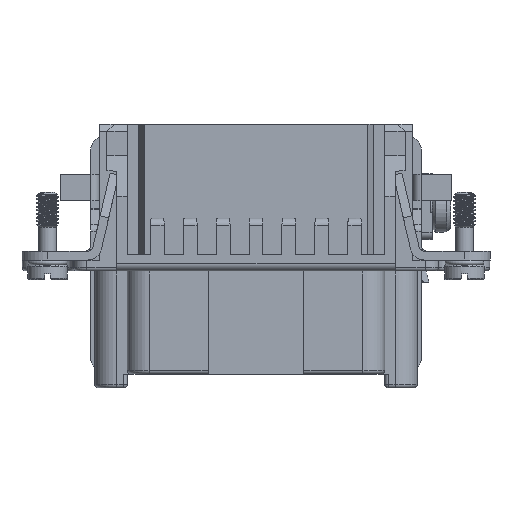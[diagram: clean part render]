
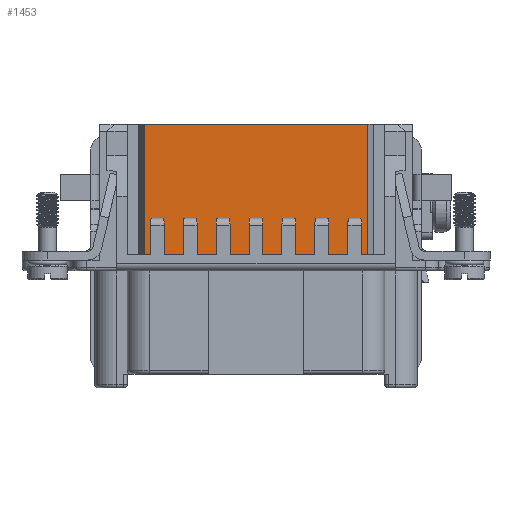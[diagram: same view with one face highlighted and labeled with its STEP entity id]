
A CAD part, front view. The second image highlights one B-rep face of the part: STEP entity #1453.
In plain terms, the highlighted planar face has unit normal (0, -1, 0).
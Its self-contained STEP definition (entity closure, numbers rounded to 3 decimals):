
#1453=ADVANCED_FACE('',(#3239),#2568,.T.);
#2568=PLANE('',#19766);
#3239=FACE_OUTER_BOUND('',#4125,.T.);
#4125=EDGE_LOOP('',(#9390,#9391,#9392,#9393,#9394,#9395,#9396,#9397,#9398,
#9399,#9400,#9401,#9402,#9403,#9404,#9405,#9406,#9407,#9408,#9409,#9410,
#9411,#9412,#9413,#9414,#9415,#9416,#9417,#9418,#9419,#9420,#9421));
#5661=LINE('',#27449,#7394);
#5665=LINE('',#27458,#7398);
#5677=LINE('',#27485,#7410);
#5733=LINE('',#27626,#7466);
#5784=LINE('',#27889,#7517);
#5785=LINE('',#27892,#7518);
#5786=LINE('',#27894,#7519);
#5787=LINE('',#27896,#7520);
#5788=LINE('',#27898,#7521);
#5789=LINE('',#27900,#7522);
#5790=LINE('',#27901,#7523);
#5791=LINE('',#27903,#7524);
#5792=LINE('',#27905,#7525);
#5793=LINE('',#27907,#7526);
#5794=LINE('',#27909,#7527);
#5795=LINE('',#27911,#7528);
#5796=LINE('',#27913,#7529);
#5797=LINE('',#27915,#7530);
#5798=LINE('',#27917,#7531);
#5799=LINE('',#27918,#7532);
#5800=LINE('',#27920,#7533);
#5801=LINE('',#27922,#7534);
#5802=LINE('',#27923,#7535);
#5803=LINE('',#27925,#7536);
#5804=LINE('',#27927,#7537);
#5805=LINE('',#27928,#7538);
#5806=LINE('',#27930,#7539);
#5807=LINE('',#27932,#7540);
#5808=LINE('',#27934,#7541);
#5809=LINE('',#27936,#7542);
#5810=LINE('',#27938,#7543);
#5811=LINE('',#27940,#7544);
#7394=VECTOR('',#21732,1.);
#7398=VECTOR('',#21738,1.);
#7410=VECTOR('',#21756,1.);
#7466=VECTOR('',#21850,1.);
#7517=VECTOR('',#22067,1.);
#7518=VECTOR('',#22068,1.);
#7519=VECTOR('',#22069,1.);
#7520=VECTOR('',#22070,1.);
#7521=VECTOR('',#22071,1.);
#7522=VECTOR('',#22072,1.);
#7523=VECTOR('',#22073,1.);
#7524=VECTOR('',#22074,1.);
#7525=VECTOR('',#22075,1.);
#7526=VECTOR('',#22076,1.);
#7527=VECTOR('',#22077,1.);
#7528=VECTOR('',#22078,1.);
#7529=VECTOR('',#22079,1.);
#7530=VECTOR('',#22080,1.);
#7531=VECTOR('',#22081,1.);
#7532=VECTOR('',#22082,1.);
#7533=VECTOR('',#22083,1.);
#7534=VECTOR('',#22084,1.);
#7535=VECTOR('',#22085,1.);
#7536=VECTOR('',#22086,1.);
#7537=VECTOR('',#22087,1.);
#7538=VECTOR('',#22088,1.);
#7539=VECTOR('',#22089,1.);
#7540=VECTOR('',#22090,1.);
#7541=VECTOR('',#22091,1.);
#7542=VECTOR('',#22092,1.);
#7543=VECTOR('',#22093,1.);
#7544=VECTOR('',#22094,1.);
#9390=ORIENTED_EDGE('',*,*,#16587,.T.);
#9391=ORIENTED_EDGE('',*,*,#16588,.F.);
#9392=ORIENTED_EDGE('',*,*,#16589,.T.);
#9393=ORIENTED_EDGE('',*,*,#16590,.T.);
#9394=ORIENTED_EDGE('',*,*,#16591,.T.);
#9395=ORIENTED_EDGE('',*,*,#16592,.T.);
#9396=ORIENTED_EDGE('',*,*,#16455,.F.);
#9397=ORIENTED_EDGE('',*,*,#16593,.F.);
#9398=ORIENTED_EDGE('',*,*,#16594,.T.);
#9399=ORIENTED_EDGE('',*,*,#16595,.F.);
#9400=ORIENTED_EDGE('',*,*,#16596,.T.);
#9401=ORIENTED_EDGE('',*,*,#16597,.T.);
#9402=ORIENTED_EDGE('',*,*,#16598,.T.);
#9403=ORIENTED_EDGE('',*,*,#16599,.F.);
#9404=ORIENTED_EDGE('',*,*,#16600,.T.);
#9405=ORIENTED_EDGE('',*,*,#16601,.T.);
#9406=ORIENTED_EDGE('',*,*,#16383,.T.);
#9407=ORIENTED_EDGE('',*,*,#16602,.F.);
#9408=ORIENTED_EDGE('',*,*,#16603,.F.);
#9409=ORIENTED_EDGE('',*,*,#16604,.T.);
#9410=ORIENTED_EDGE('',*,*,#16371,.T.);
#9411=ORIENTED_EDGE('',*,*,#16605,.F.);
#9412=ORIENTED_EDGE('',*,*,#16606,.F.);
#9413=ORIENTED_EDGE('',*,*,#16607,.T.);
#9414=ORIENTED_EDGE('',*,*,#16367,.T.);
#9415=ORIENTED_EDGE('',*,*,#16608,.F.);
#9416=ORIENTED_EDGE('',*,*,#16609,.F.);
#9417=ORIENTED_EDGE('',*,*,#16610,.T.);
#9418=ORIENTED_EDGE('',*,*,#16611,.T.);
#9419=ORIENTED_EDGE('',*,*,#16612,.F.);
#9420=ORIENTED_EDGE('',*,*,#16613,.T.);
#9421=ORIENTED_EDGE('',*,*,#16614,.T.);
#14510=VERTEX_POINT('',#27448);
#14511=VERTEX_POINT('',#27450);
#14514=VERTEX_POINT('',#27457);
#14515=VERTEX_POINT('',#27459);
#14526=VERTEX_POINT('',#27484);
#14527=VERTEX_POINT('',#27486);
#14592=VERTEX_POINT('',#27625);
#14593=VERTEX_POINT('',#27627);
#14722=VERTEX_POINT('',#27890);
#14723=VERTEX_POINT('',#27891);
#14724=VERTEX_POINT('',#27893);
#14725=VERTEX_POINT('',#27895);
#14726=VERTEX_POINT('',#27897);
#14727=VERTEX_POINT('',#27899);
#14728=VERTEX_POINT('',#27902);
#14729=VERTEX_POINT('',#27904);
#14730=VERTEX_POINT('',#27906);
#14731=VERTEX_POINT('',#27908);
#14732=VERTEX_POINT('',#27910);
#14733=VERTEX_POINT('',#27912);
#14734=VERTEX_POINT('',#27914);
#14735=VERTEX_POINT('',#27916);
#14736=VERTEX_POINT('',#27919);
#14737=VERTEX_POINT('',#27921);
#14738=VERTEX_POINT('',#27924);
#14739=VERTEX_POINT('',#27926);
#14740=VERTEX_POINT('',#27929);
#14741=VERTEX_POINT('',#27931);
#14742=VERTEX_POINT('',#27933);
#14743=VERTEX_POINT('',#27935);
#14744=VERTEX_POINT('',#27937);
#14745=VERTEX_POINT('',#27939);
#16367=EDGE_CURVE('',#14511,#14510,#5661,.T.);
#16371=EDGE_CURVE('',#14515,#14514,#5665,.T.);
#16383=EDGE_CURVE('',#14527,#14526,#5677,.T.);
#16455=EDGE_CURVE('',#14592,#14593,#5733,.T.);
#16587=EDGE_CURVE('',#14722,#14723,#5784,.T.);
#16588=EDGE_CURVE('',#14724,#14723,#5785,.T.);
#16589=EDGE_CURVE('',#14724,#14725,#5786,.T.);
#16590=EDGE_CURVE('',#14725,#14726,#5787,.T.);
#16591=EDGE_CURVE('',#14726,#14727,#5788,.T.);
#16592=EDGE_CURVE('',#14727,#14593,#5789,.T.);
#16593=EDGE_CURVE('',#14728,#14592,#5790,.T.);
#16594=EDGE_CURVE('',#14728,#14729,#5791,.T.);
#16595=EDGE_CURVE('',#14730,#14729,#5792,.T.);
#16596=EDGE_CURVE('',#14730,#14731,#5793,.T.);
#16597=EDGE_CURVE('',#14731,#14732,#5794,.T.);
#16598=EDGE_CURVE('',#14732,#14733,#5795,.T.);
#16599=EDGE_CURVE('',#14734,#14733,#5796,.T.);
#16600=EDGE_CURVE('',#14734,#14735,#5797,.T.);
#16601=EDGE_CURVE('',#14735,#14527,#5798,.T.);
#16602=EDGE_CURVE('',#14736,#14526,#5799,.T.);
#16603=EDGE_CURVE('',#14737,#14736,#5800,.T.);
#16604=EDGE_CURVE('',#14737,#14515,#5801,.T.);
#16605=EDGE_CURVE('',#14738,#14514,#5802,.T.);
#16606=EDGE_CURVE('',#14739,#14738,#5803,.T.);
#16607=EDGE_CURVE('',#14739,#14511,#5804,.T.);
#16608=EDGE_CURVE('',#14740,#14510,#5805,.T.);
#16609=EDGE_CURVE('',#14741,#14740,#5806,.T.);
#16610=EDGE_CURVE('',#14741,#14742,#5807,.T.);
#16611=EDGE_CURVE('',#14742,#14743,#5808,.T.);
#16612=EDGE_CURVE('',#14744,#14743,#5809,.T.);
#16613=EDGE_CURVE('',#14744,#14745,#5810,.T.);
#16614=EDGE_CURVE('',#14745,#14722,#5811,.T.);
#19766=AXIS2_PLACEMENT_3D('',#27941,#22095,#22096);
#21732=DIRECTION('',(1.,0.,0.));
#21738=DIRECTION('',(1.,0.,0.));
#21756=DIRECTION('',(1.,0.,0.));
#21850=DIRECTION('',(1.,0.,0.));
#22067=DIRECTION('',(1.,0.,0.));
#22068=DIRECTION('',(0.,0.,-1.));
#22069=DIRECTION('',(1.,0.,0.));
#22070=DIRECTION('',(0.,0.,-1.));
#22071=DIRECTION('',(1.,0.,0.));
#22072=DIRECTION('',(0.,0.,1.));
#22073=DIRECTION('',(0.,0.,1.));
#22074=DIRECTION('',(1.,0.,0.));
#22075=DIRECTION('',(0.,0.,-1.));
#22076=DIRECTION('',(1.,0.,0.));
#22077=DIRECTION('',(0.,0.,-1.));
#22078=DIRECTION('',(1.,0.,0.));
#22079=DIRECTION('',(0.,0.,-1.));
#22080=DIRECTION('',(1.,0.,0.));
#22081=DIRECTION('',(0.,0.,-1.));
#22082=DIRECTION('',(0.,0.,-1.));
#22083=DIRECTION('',(-1.,0.,0.));
#22084=DIRECTION('',(0.,0.,-1.));
#22085=DIRECTION('',(0.,0.,-1.));
#22086=DIRECTION('',(-1.,0.,0.));
#22087=DIRECTION('',(0.,0.,-1.));
#22088=DIRECTION('',(0.,0.,-1.));
#22089=DIRECTION('',(-1.,0.,0.));
#22090=DIRECTION('',(0.,0.,-1.));
#22091=DIRECTION('',(1.,0.,0.));
#22092=DIRECTION('',(0.,0.,-1.));
#22093=DIRECTION('',(1.,0.,0.));
#22094=DIRECTION('',(0.,0.,-1.));
#22095=DIRECTION('',(0.,-1.,0.));
#22096=DIRECTION('',(1.,0.,0.));
#27448=CARTESIAN_POINT('',(4.,-14.,3.7));
#27449=CARTESIAN_POINT('',(-17.375,-14.,3.7));
#27450=CARTESIAN_POINT('',(0.5,-14.,3.7));
#27457=CARTESIAN_POINT('',(-0.5,-14.,3.7));
#27458=CARTESIAN_POINT('',(-17.375,-14.,3.7));
#27459=CARTESIAN_POINT('',(-4.,-14.,3.7));
#27484=CARTESIAN_POINT('',(-5.,-14.,3.7));
#27485=CARTESIAN_POINT('',(-17.375,-14.,3.7));
#27486=CARTESIAN_POINT('',(-8.5,-14.,3.7));
#27625=CARTESIAN_POINT('',(-15.3,-14.,21.6));
#27626=CARTESIAN_POINT('',(61.55,-14.,21.6));
#27627=CARTESIAN_POINT('',(15.3,-14.,21.6));
#27889=CARTESIAN_POINT('',(-4.275,-14.,3.7));
#27890=CARTESIAN_POINT('',(9.5,-14.,3.7));
#27891=CARTESIAN_POINT('',(13.,-14.,3.7));
#27892=CARTESIAN_POINT('',(13.,-14.,8.7));
#27893=CARTESIAN_POINT('',(13.,-14.,8.7));
#27894=CARTESIAN_POINT('',(12.8,-14.,8.7));
#27895=CARTESIAN_POINT('',(14.,-14.,8.7));
#27896=CARTESIAN_POINT('',(14.,-14.,6.1));
#27897=CARTESIAN_POINT('',(14.,-14.,3.7));
#27898=CARTESIAN_POINT('',(-4.275,-14.,3.7));
#27899=CARTESIAN_POINT('',(15.3,-14.,3.7));
#27900=CARTESIAN_POINT('',(15.3,-14.,-69.9));
#27901=CARTESIAN_POINT('',(-15.3,-14.,-69.9));
#27902=CARTESIAN_POINT('',(-15.3,-14.,3.7));
#27903=CARTESIAN_POINT('',(-17.375,-14.,3.7));
#27904=CARTESIAN_POINT('',(-14.,-14.,3.7));
#27905=CARTESIAN_POINT('',(-14.,-14.,8.7));
#27906=CARTESIAN_POINT('',(-14.,-14.,8.7));
#27907=CARTESIAN_POINT('',(-13.8,-14.,8.7));
#27908=CARTESIAN_POINT('',(-13.,-14.,8.7));
#27909=CARTESIAN_POINT('',(-13.,-14.,6.1));
#27910=CARTESIAN_POINT('',(-13.,-14.,3.7));
#27911=CARTESIAN_POINT('',(-17.375,-14.,3.7));
#27912=CARTESIAN_POINT('',(-9.5,-14.,3.7));
#27913=CARTESIAN_POINT('',(-9.5,-14.,8.7));
#27914=CARTESIAN_POINT('',(-9.5,-14.,8.7));
#27915=CARTESIAN_POINT('',(-9.3,-14.,8.7));
#27916=CARTESIAN_POINT('',(-8.5,-14.,8.7));
#27917=CARTESIAN_POINT('',(-8.5,-14.,6.1));
#27918=CARTESIAN_POINT('',(-5.,-14.,8.7));
#27919=CARTESIAN_POINT('',(-5.,-14.,8.7));
#27920=CARTESIAN_POINT('',(4.811,-14.,8.7));
#27921=CARTESIAN_POINT('',(-4.,-14.,8.7));
#27922=CARTESIAN_POINT('',(-4.,-14.,6.1));
#27923=CARTESIAN_POINT('',(-0.5,-14.,8.7));
#27924=CARTESIAN_POINT('',(-0.5,-14.,8.7));
#27925=CARTESIAN_POINT('',(9.311,-14.,8.7));
#27926=CARTESIAN_POINT('',(0.5,-14.,8.7));
#27927=CARTESIAN_POINT('',(0.5,-14.,6.1));
#27928=CARTESIAN_POINT('',(4.,-14.,8.7));
#27929=CARTESIAN_POINT('',(4.,-14.,8.7));
#27930=CARTESIAN_POINT('',(13.811,-14.,8.7));
#27931=CARTESIAN_POINT('',(5.,-14.,8.7));
#27932=CARTESIAN_POINT('',(5.,-14.,6.1));
#27933=CARTESIAN_POINT('',(5.,-14.,3.7));
#27934=CARTESIAN_POINT('',(-17.375,-14.,3.7));
#27935=CARTESIAN_POINT('',(8.5,-14.,3.7));
#27936=CARTESIAN_POINT('',(8.5,-14.,8.7));
#27937=CARTESIAN_POINT('',(8.5,-14.,8.7));
#27938=CARTESIAN_POINT('',(8.3,-14.,8.7));
#27939=CARTESIAN_POINT('',(9.5,-14.,8.7));
#27940=CARTESIAN_POINT('',(9.5,-14.,6.1));
#27941=CARTESIAN_POINT('',(-4.275,-14.,6.1));
